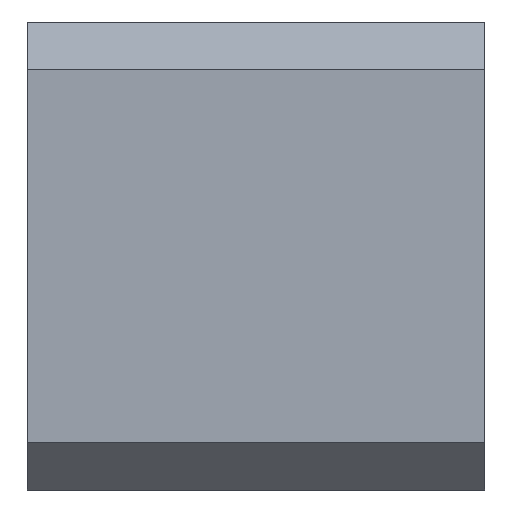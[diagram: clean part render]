
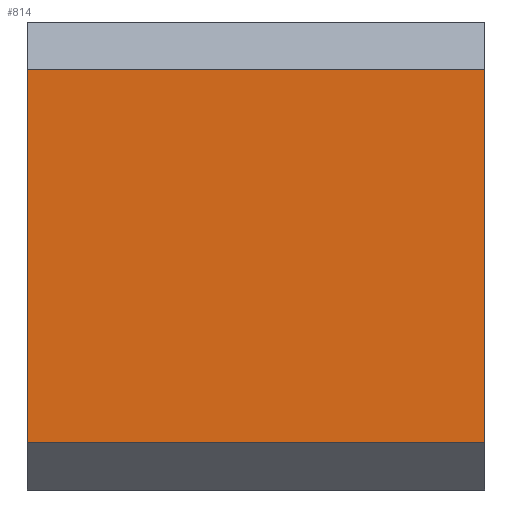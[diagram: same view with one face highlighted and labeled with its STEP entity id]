
A CAD part, left-side view. The second image highlights one B-rep face of the part: STEP entity #814.
In plain terms, the highlighted planar face has unit normal (-1, 0, 0).
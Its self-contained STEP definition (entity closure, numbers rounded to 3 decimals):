
#83 = CARTESIAN_POINT ( 'NONE',  ( 0., 29.075, 29.75 ) ) ;
#90 = CARTESIAN_POINT ( 'NONE',  ( 0., 0., 3. ) ) ;
#158 = DIRECTION ( 'NONE',  ( 0., 0., -1. ) ) ;
#178 = CARTESIAN_POINT ( 'NONE',  ( 0., 29.075, 26.75 ) ) ;
#196 = EDGE_CURVE ( 'NONE', #909, #986, #832, .T. ) ;
#269 = FACE_OUTER_BOUND ( 'NONE', #1154, .T. ) ;
#329 = VECTOR ( 'NONE', #1243, 1000. ) ;
#377 = VECTOR ( 'NONE', #1133, 1000. ) ;
#386 = LINE ( 'NONE', #83, #377 ) ;
#452 = CARTESIAN_POINT ( 'NONE',  ( 0., 0., 29.75 ) ) ;
#461 = EDGE_CURVE ( 'NONE', #759, #986, #1065, .T. ) ;
#466 = CARTESIAN_POINT ( 'NONE',  ( 0., 0., 26.75 ) ) ;
#468 = EDGE_CURVE ( 'NONE', #909, #504, #1060, .T. ) ;
#469 = VECTOR ( 'NONE', #638, 1000. ) ;
#504 = VERTEX_POINT ( 'NONE', #178 ) ;
#627 = DIRECTION ( 'NONE',  ( 1., 0., 0. ) ) ;
#638 = DIRECTION ( 'NONE',  ( 0., 0., -1. ) ) ;
#671 = DIRECTION ( 'NONE',  ( 0., 1., 0. ) ) ;
#696 = VECTOR ( 'NONE', #671, 1000. ) ;
#754 = CARTESIAN_POINT ( 'NONE',  ( 0., 0., 26.75 ) ) ;
#759 = VERTEX_POINT ( 'NONE', #1204 ) ;
#767 = CARTESIAN_POINT ( 'NONE',  ( 0., 0., 29.75 ) ) ;
#814 = ADVANCED_FACE ( 'NONE', ( #269 ), #1106, .F. ) ;
#832 = LINE ( 'NONE', #767, #469 ) ;
#839 = ORIENTED_EDGE ( 'NONE', *, *, #981, .T. ) ;
#895 = ORIENTED_EDGE ( 'NONE', *, *, #196, .F. ) ;
#909 = VERTEX_POINT ( 'NONE', #754 ) ;
#958 = CARTESIAN_POINT ( 'NONE',  ( 0., 0., 3. ) ) ;
#974 = ORIENTED_EDGE ( 'NONE', *, *, #468, .T. ) ;
#981 = EDGE_CURVE ( 'NONE', #504, #759, #386, .T. ) ;
#986 = VERTEX_POINT ( 'NONE', #90 ) ;
#1060 = LINE ( 'NONE', #466, #696 ) ;
#1065 = LINE ( 'NONE', #958, #329 ) ;
#1106 = PLANE ( 'NONE',  #1192 ) ;
#1133 = DIRECTION ( 'NONE',  ( 0., 0., -1. ) ) ;
#1154 = EDGE_LOOP ( 'NONE', ( #839, #1248, #895, #974 ) ) ;
#1192 = AXIS2_PLACEMENT_3D ( 'NONE', #452, #627, #158 ) ;
#1204 = CARTESIAN_POINT ( 'NONE',  ( 0., 29.075, 3. ) ) ;
#1243 = DIRECTION ( 'NONE',  ( 0., -1., 0. ) ) ;
#1248 = ORIENTED_EDGE ( 'NONE', *, *, #461, .T. ) ;
